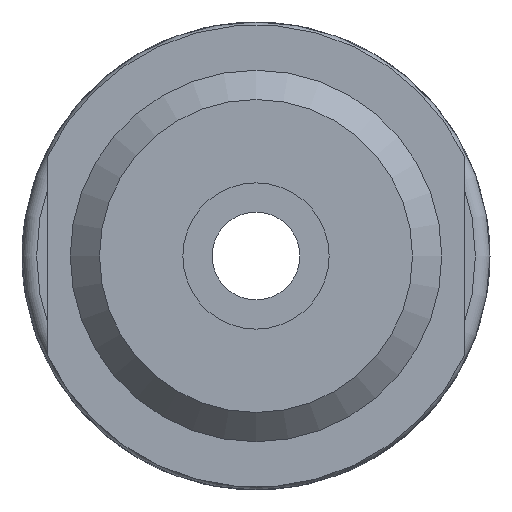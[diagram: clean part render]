
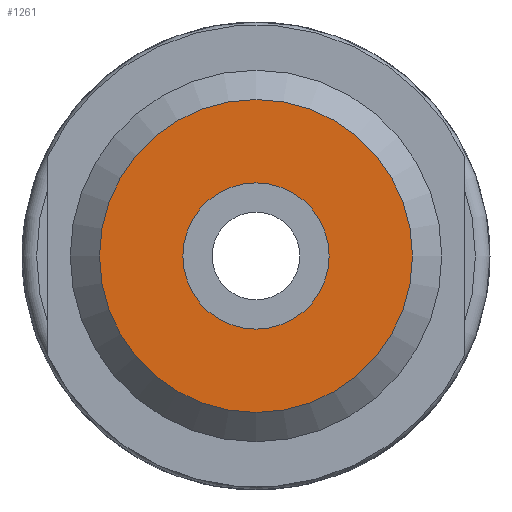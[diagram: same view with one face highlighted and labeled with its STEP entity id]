
A CAD part, left-side view. The second image highlights one B-rep face of the part: STEP entity #1261.
In plain terms, the highlighted planar face has unit normal (-1, 0, 0).
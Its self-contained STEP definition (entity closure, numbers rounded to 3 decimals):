
#78=FACE_BOUND('',#290,.T.);
#95=CIRCLE('',#1343,2.5);
#96=CIRCLE('',#1344,2.5);
#143=CIRCLE('',#1410,5.35);
#144=CIRCLE('',#1411,5.35);
#215=FACE_OUTER_BOUND('',#289,.T.);
#289=EDGE_LOOP('',(#963,#964));
#290=EDGE_LOOP('',(#965,#966));
#494=VERTEX_POINT('',#1980);
#495=VERTEX_POINT('',#1981);
#536=VERTEX_POINT('',#2099);
#537=VERTEX_POINT('',#2100);
#637=EDGE_CURVE('',#494,#495,#95,.T.);
#638=EDGE_CURVE('',#495,#494,#96,.T.);
#695=EDGE_CURVE('',#536,#537,#143,.T.);
#696=EDGE_CURVE('',#537,#536,#144,.T.);
#963=ORIENTED_EDGE('',*,*,#695,.F.);
#964=ORIENTED_EDGE('',*,*,#696,.F.);
#965=ORIENTED_EDGE('',*,*,#637,.T.);
#966=ORIENTED_EDGE('',*,*,#638,.T.);
#1211=PLANE('',#1409);
#1261=ADVANCED_FACE('',(#215,#78),#1211,.T.);
#1343=AXIS2_PLACEMENT_3D('',#1982,#1552,#1553);
#1344=AXIS2_PLACEMENT_3D('',#1983,#1554,#1555);
#1409=AXIS2_PLACEMENT_3D('',#2098,#1694,#1695);
#1410=AXIS2_PLACEMENT_3D('',#2101,#1696,#1697);
#1411=AXIS2_PLACEMENT_3D('',#2102,#1698,#1699);
#1552=DIRECTION('center_axis',(1.,0.,0.));
#1553=DIRECTION('ref_axis',(0.,0.,1.));
#1554=DIRECTION('center_axis',(1.,0.,0.));
#1555=DIRECTION('ref_axis',(0.,0.,1.));
#1694=DIRECTION('center_axis',(-1.,0.,0.));
#1695=DIRECTION('ref_axis',(0.,0.,1.));
#1696=DIRECTION('center_axis',(1.,0.,0.));
#1697=DIRECTION('ref_axis',(0.,0.,-1.));
#1698=DIRECTION('center_axis',(1.,0.,0.));
#1699=DIRECTION('ref_axis',(0.,0.,-1.));
#1980=CARTESIAN_POINT('',(-140.,0.,2.5));
#1981=CARTESIAN_POINT('',(-140.,0.,-2.5));
#1982=CARTESIAN_POINT('Origin',(-140.,0.,0.));
#1983=CARTESIAN_POINT('Origin',(-140.,0.,0.));
#2098=CARTESIAN_POINT('Origin',(-140.,5.35,0.));
#2099=CARTESIAN_POINT('',(-140.,5.35,0.));
#2100=CARTESIAN_POINT('',(-140.,-5.35,0.));
#2101=CARTESIAN_POINT('Origin',(-140.,0.,0.));
#2102=CARTESIAN_POINT('Origin',(-140.,0.,0.));
